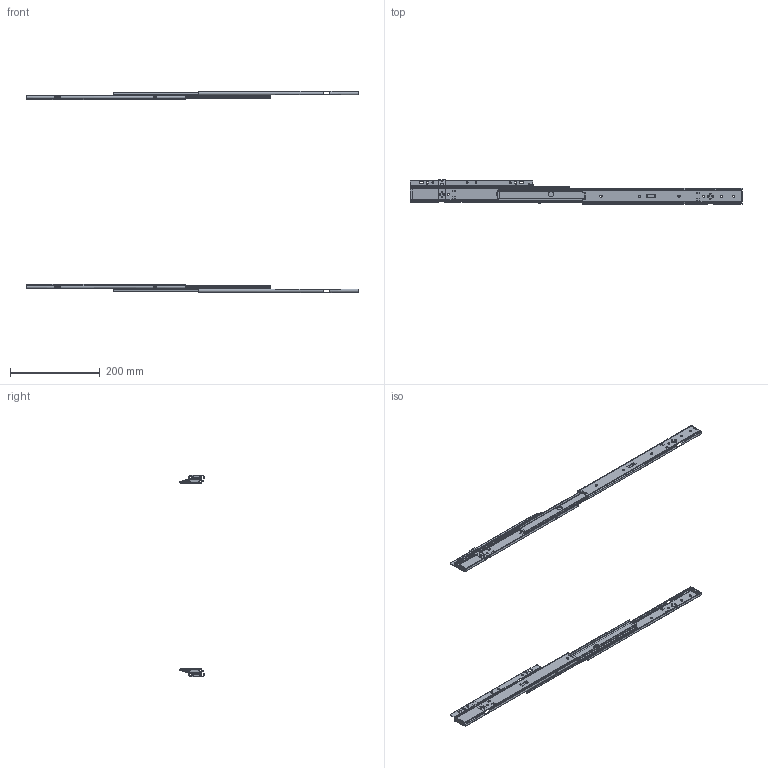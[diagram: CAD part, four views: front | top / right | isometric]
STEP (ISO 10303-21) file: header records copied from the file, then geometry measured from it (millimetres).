
FILE_DESCRIPTION (( 'STEP AP203' ), '1' );
FILE_NAME ('U33-14L　R.STEP', '2021-05-24T05:26:53', ( '' ), ( '' ), 'SwSTEP 2.0', 'SolidWorks 2019', '' );
FILE_SCHEMA (( 'CONFIG_CONTROL_DESIGN' ));
Length unit declared in the file: millimetre
Products named in the file (13): U33-14Rドロ側IM; PN101リベット; U33-14Rキャビ側IM; U33-14Rキャビ側OM; U33-14Rドロ側OM; PN26; U33-14L　R; U33-14Lドロ側IM; PN41-1; U33-14Lキャビ側IM; U33-14Lドロ側OM; U33-14Lキャビ側OM; PN4
Assembly tree (20 placements, depth 2):
  U33-14L　R
    U33-14Lキャビ側OM
    PN26  x4
    U33-14Lキャビ側IM
    U33-14Lドロ側IM
    U33-14Lドロ側OM
    PN101リベット  x4
    PN4  x2
    PN41-1  x2
    U33-14Rキャビ側OM
    U33-14Rキャビ側IM
    U33-14Rドロ側IM
    U33-14Rドロ側OM
Bounding box: 739.8 x 54.75 x 450 mm (x, y, z)
Volume: 181573.8 mm3; surface area: 267170 mm2
Topology: 20 solids, 20 shells, 1100 faces, 3122 edges, 2050 vertices
Faces by surface type: plane 630, cylinder 442, bspline 20, torus 8
Entity records: 33568 total; most frequent: CARTESIAN_POINT 6816, ORIENTED_EDGE 5430, DIRECTION 5109, EDGE_CURVE 2715, VERTEX_POINT 1784, LINE 1755, VECTOR 1755, AXIS2_PLACEMENT_3D 1677
